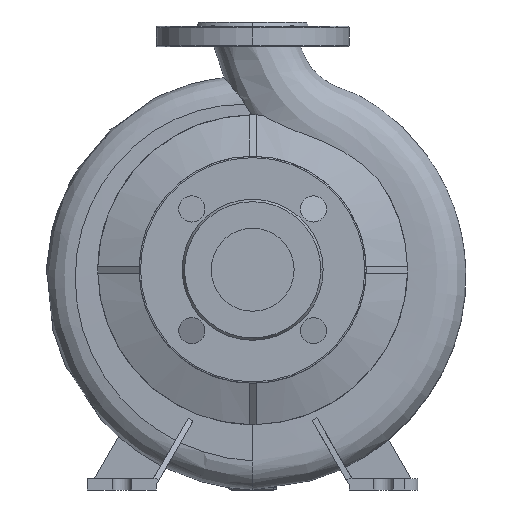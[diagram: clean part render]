
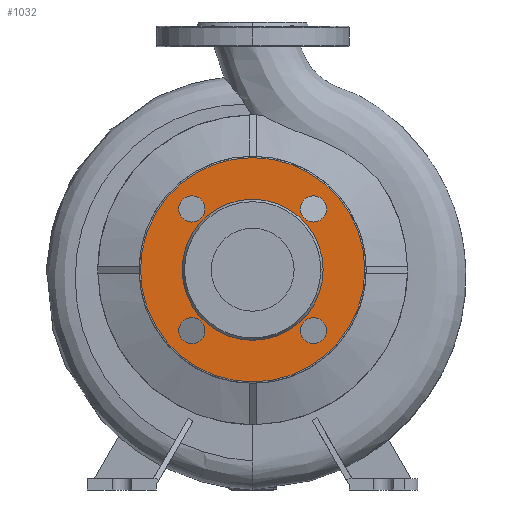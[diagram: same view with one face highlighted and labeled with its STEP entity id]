
A CAD part, left-side view. The second image highlights one B-rep face of the part: STEP entity #1032.
In plain terms, the highlighted free-form (B-spline) face has degree [1, 1] with [2, 2] control points.
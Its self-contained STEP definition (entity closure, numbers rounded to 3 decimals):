
#151=CARTESIAN_POINT('',(-77.,-51.232,160.0));
#152=VERTEX_POINT('',#151);
#161=CARTESIAN_POINT('',(-77.,51.232,160.0));
#162=VERTEX_POINT('',#161);
#163=CARTESIAN_POINT('',(-77.0,0.,160.0));
#164=DIRECTION('',(1.0,0.0,0.0));
#165=DIRECTION('',(0.0,-1.0,0.0));
#166=AXIS2_PLACEMENT_3D('',#163,#164,#165);
#167=CIRCLE('',#166,51.232);
#168=EDGE_CURVE('',#162,#152,#167,.T.);
#279=CARTESIAN_POINT('',(-77.,-53.694,204.194));
#280=VERTEX_POINT('',#279);
#296=CARTESIAN_POINT('',(-77.,-34.694,204.194));
#297=VERTEX_POINT('',#296);
#304=CARTESIAN_POINT('',(-77.,-44.194,204.194));
#305=DIRECTION('',(-1.0,0.0,0.0));
#306=DIRECTION('',(0.0,-1.0,0.0));
#307=AXIS2_PLACEMENT_3D('',#304,#305,#306);
#308=CIRCLE('',#307,9.5);
#309=EDGE_CURVE('',#297,#280,#308,.T.);
#342=CARTESIAN_POINT('',(-77.0,-53.694,115.806));
#343=VERTEX_POINT('',#342);
#359=CARTESIAN_POINT('',(-77.0,-34.694,115.806));
#360=VERTEX_POINT('',#359);
#367=CARTESIAN_POINT('',(-77.0,-44.194,115.806));
#368=DIRECTION('',(-1.0,0.0,0.0));
#369=DIRECTION('',(0.0,-1.0,0.0));
#370=AXIS2_PLACEMENT_3D('',#367,#368,#369);
#371=CIRCLE('',#370,9.5);
#372=EDGE_CURVE('',#360,#343,#371,.T.);
#405=CARTESIAN_POINT('',(-77.,34.694,115.806));
#406=VERTEX_POINT('',#405);
#422=CARTESIAN_POINT('',(-77.,53.694,115.806));
#423=VERTEX_POINT('',#422);
#430=CARTESIAN_POINT('',(-77.,44.194,115.806));
#431=DIRECTION('',(-1.0,0.0,0.0));
#432=DIRECTION('',(0.0,-1.0,0.0));
#433=AXIS2_PLACEMENT_3D('',#430,#431,#432);
#434=CIRCLE('',#433,9.5);
#435=EDGE_CURVE('',#423,#406,#434,.T.);
#468=CARTESIAN_POINT('',(-77.0,34.694,204.194));
#469=VERTEX_POINT('',#468);
#485=CARTESIAN_POINT('',(-77.0,53.694,204.194));
#486=VERTEX_POINT('',#485);
#493=CARTESIAN_POINT('',(-77.0,44.194,204.194));
#494=DIRECTION('',(-1.0,0.0,0.0));
#495=DIRECTION('',(0.0,-1.0,0.0));
#496=AXIS2_PLACEMENT_3D('',#493,#494,#495);
#497=CIRCLE('',#496,9.5);
#498=EDGE_CURVE('',#486,#469,#497,.T.);
#558=CARTESIAN_POINT('',(-77.0,81.5,160.0));
#559=VERTEX_POINT('',#558);
#576=CARTESIAN_POINT('',(-77.,-81.5,160.0));
#577=VERTEX_POINT('',#576);
#585=CARTESIAN_POINT('',(-77.0,0.,160.0));
#586=DIRECTION('',(-1.0,0.0,0.0));
#587=DIRECTION('',(0.0,1.0,0.0));
#588=AXIS2_PLACEMENT_3D('',#585,#586,#587);
#589=CIRCLE('',#588,81.5);
#590=EDGE_CURVE('',#559,#577,#589,.T.);
#961=CARTESIAN_POINT('',(-77.0,0.,160.0));
#962=DIRECTION('',(-1.0,0.0,0.0));
#963=DIRECTION('',(0.0,1.0,0.0));
#964=AXIS2_PLACEMENT_3D('',#961,#962,#963);
#965=CIRCLE('',#964,81.5);
#966=EDGE_CURVE('',#577,#559,#965,.T.);
#973=CARTESIAN_POINT('',(-77.,81.5,78.5));
#974=CARTESIAN_POINT('',(-77.0,-81.5,78.5));
#975=CARTESIAN_POINT('',(-77.0,81.5,241.5));
#976=CARTESIAN_POINT('',(-77.,-81.5,241.5));
#977=B_SPLINE_SURFACE_WITH_KNOTS('',1,1,((#973,#975),(#974,#976)),.UNSPECIFIED.,.F.,.F.,.U.,(2,2),(2,2),(0.0,163.0),(0.0,163.0),.UNSPECIFIED.);
#978=ORIENTED_EDGE('',*,*,#966,.T.);
#979=ORIENTED_EDGE('',*,*,#590,.T.);
#980=EDGE_LOOP('',(#978,#979));
#981=FACE_OUTER_BOUND('',#980,.T.);
#982=CARTESIAN_POINT('',(-77.0,0.,160.0));
#983=DIRECTION('',(1.0,0.0,0.0));
#984=DIRECTION('',(0.0,-1.0,0.0));
#985=AXIS2_PLACEMENT_3D('',#982,#983,#984);
#986=CIRCLE('',#985,51.232);
#987=EDGE_CURVE('',#152,#162,#986,.T.);
#988=ORIENTED_EDGE('',*,*,#987,.T.);
#989=ORIENTED_EDGE('',*,*,#168,.T.);
#990=EDGE_LOOP('',(#988,#989));
#991=FACE_BOUND('',#990,.T.);
#992=ORIENTED_EDGE('',*,*,#309,.F.);
#993=CARTESIAN_POINT('',(-77.,-44.194,204.194));
#994=DIRECTION('',(-1.0,0.0,0.0));
#995=DIRECTION('',(0.0,-1.0,0.0));
#996=AXIS2_PLACEMENT_3D('',#993,#994,#995);
#997=CIRCLE('',#996,9.5);
#998=EDGE_CURVE('',#280,#297,#997,.T.);
#999=ORIENTED_EDGE('',*,*,#998,.F.);
#1000=EDGE_LOOP('',(#992,#999));
#1001=FACE_BOUND('',#1000,.T.);
#1002=ORIENTED_EDGE('',*,*,#372,.F.);
#1003=CARTESIAN_POINT('',(-77.0,-44.194,115.806));
#1004=DIRECTION('',(-1.0,0.0,0.0));
#1005=DIRECTION('',(0.0,-1.0,0.0));
#1006=AXIS2_PLACEMENT_3D('',#1003,#1004,#1005);
#1007=CIRCLE('',#1006,9.5);
#1008=EDGE_CURVE('',#343,#360,#1007,.T.);
#1009=ORIENTED_EDGE('',*,*,#1008,.F.);
#1010=EDGE_LOOP('',(#1002,#1009));
#1011=FACE_BOUND('',#1010,.T.);
#1012=ORIENTED_EDGE('',*,*,#435,.F.);
#1013=CARTESIAN_POINT('',(-77.,44.194,115.806));
#1014=DIRECTION('',(-1.0,0.0,0.0));
#1015=DIRECTION('',(0.0,-1.0,0.0));
#1016=AXIS2_PLACEMENT_3D('',#1013,#1014,#1015);
#1017=CIRCLE('',#1016,9.5);
#1018=EDGE_CURVE('',#406,#423,#1017,.T.);
#1019=ORIENTED_EDGE('',*,*,#1018,.F.);
#1020=EDGE_LOOP('',(#1012,#1019));
#1021=FACE_BOUND('',#1020,.T.);
#1022=ORIENTED_EDGE('',*,*,#498,.F.);
#1023=CARTESIAN_POINT('',(-77.0,44.194,204.194));
#1024=DIRECTION('',(-1.0,0.0,0.0));
#1025=DIRECTION('',(0.0,-1.0,0.0));
#1026=AXIS2_PLACEMENT_3D('',#1023,#1024,#1025);
#1027=CIRCLE('',#1026,9.5);
#1028=EDGE_CURVE('',#469,#486,#1027,.T.);
#1029=ORIENTED_EDGE('',*,*,#1028,.F.);
#1030=EDGE_LOOP('',(#1022,#1029));
#1031=FACE_BOUND('',#1030,.T.);
#1032=ADVANCED_FACE('',(#981,#991,#1001,#1011,#1021,#1031),#977,.T.);
